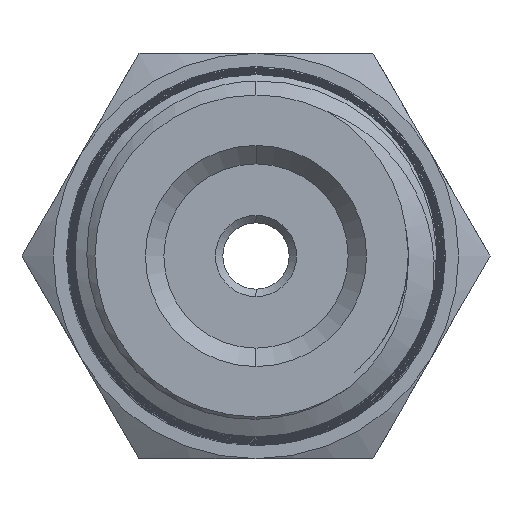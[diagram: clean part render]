
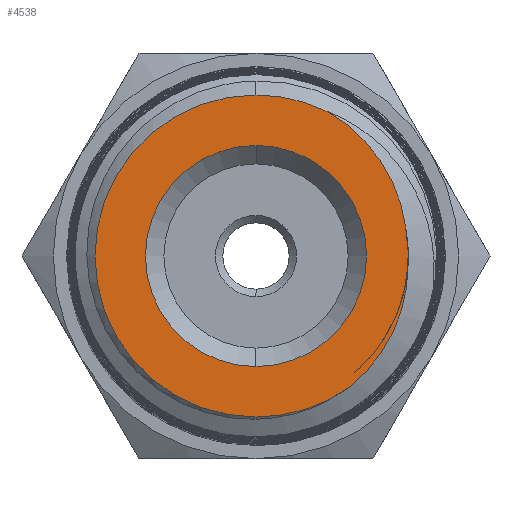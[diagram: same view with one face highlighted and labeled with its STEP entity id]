
A CAD part, front view. The second image highlights one B-rep face of the part: STEP entity #4538.
In plain terms, the highlighted planar face has unit normal (0, -1, 0).
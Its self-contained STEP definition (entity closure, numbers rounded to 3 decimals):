
#37 = VERTEX_POINT ( 'NONE', #6659 ) ;
#77 = CIRCLE ( 'NONE', #3556, 3. ) ;
#95 = CARTESIAN_POINT ( 'NONE',  ( 4.131, 0., -0.548 ) ) ;
#216 = VERTEX_POINT ( 'NONE', #6153 ) ;
#368 = DIRECTION ( 'NONE',  ( 0., 0., 1. ) ) ;
#526 = CARTESIAN_POINT ( 'NONE',  ( 0., 0., 0. ) ) ;
#656 = CARTESIAN_POINT ( 'NONE',  ( 4.124, 0., 0.435 ) ) ;
#712 = CARTESIAN_POINT ( 'NONE',  ( 2.481, 0., 3.567 ) ) ;
#813 = CARTESIAN_POINT ( 'NONE',  ( 3.178, 0., 2.862 ) ) ;
#865 = CARTESIAN_POINT ( 'NONE',  ( 2.963, 0., 3.111 ) ) ;
#903 = ORIENTED_EDGE ( 'NONE', *, *, #4240, .T. ) ;
#907 = ORIENTED_EDGE ( 'NONE', *, *, #6612, .T. ) ;
#940 = EDGE_CURVE ( 'NONE', #3225, #1518, #4659, .T. ) ;
#1059 = VERTEX_POINT ( 'NONE', #4820 ) ;
#1063 = CARTESIAN_POINT ( 'NONE',  ( 4.023, 0., 1.09 ) ) ;
#1070 = AXIS2_PLACEMENT_3D ( 'NONE', #6824, #3569, #368 ) ;
#1072 = DIRECTION ( 'NONE',  ( 0., 0., 1. ) ) ;
#1107 = CARTESIAN_POINT ( 'NONE',  ( 0., 0., 0. ) ) ;
#1109 = AXIS2_PLACEMENT_3D ( 'NONE', #4868, #6391, #6866 ) ;
#1124 = VERTEX_POINT ( 'NONE', #1556 ) ;
#1213 = CARTESIAN_POINT ( 'NONE',  ( 4.128, 0., -0.227 ) ) ;
#1513 = CARTESIAN_POINT ( 'NONE',  ( 3.279, 0., 2.731 ) ) ;
#1518 = VERTEX_POINT ( 'NONE', #3114 ) ;
#1556 = CARTESIAN_POINT ( 'NONE',  ( 2.537, 0., -3.559 ) ) ;
#1673 = DIRECTION ( 'NONE',  ( 0., 0., 1. ) ) ;
#1908 = CARTESIAN_POINT ( 'NONE',  ( 2.846, 0., 3.231 ) ) ;
#1947 = EDGE_CURVE ( 'NONE', #37, #2012, #2590, .T. ) ;
#2012 = VERTEX_POINT ( 'NONE', #2893 ) ;
#2127 = CARTESIAN_POINT ( 'NONE',  ( 0., 0., 4.371 ) ) ;
#2238 = CARTESIAN_POINT ( 'NONE',  ( 3.943, 0., 1.409 ) ) ;
#2358 = CARTESIAN_POINT ( 'NONE',  ( 0., 0., 0. ) ) ;
#2384 = CARTESIAN_POINT ( 'NONE',  ( 2.537, 0., -3.559 ) ) ;
#2590 = CIRCLE ( 'NONE', #1109, 3. ) ;
#2718 = FACE_OUTER_BOUND ( 'NONE', #6157, .T. ) ;
#2723 = CARTESIAN_POINT ( 'NONE',  ( 3.406, 0., -2.633 ) ) ;
#2746 = CARTESIAN_POINT ( 'NONE',  ( 0., 0., 0. ) ) ;
#2822 = CARTESIAN_POINT ( 'NONE',  ( 4.146, 0., 0.103 ) ) ;
#2889 = DIRECTION ( 'NONE',  ( 0., 0., 1. ) ) ;
#2893 = CARTESIAN_POINT ( 'NONE',  ( 0., 0., -3. ) ) ;
#2931 = EDGE_LOOP ( 'NONE', ( #3075, #3831 ) ) ;
#2939 = ORIENTED_EDGE ( 'NONE', *, *, #3492, .T. ) ;
#3031 = CIRCLE ( 'NONE', #4034, 4.371 ) ;
#3075 = ORIENTED_EDGE ( 'NONE', *, *, #5552, .T. ) ;
#3114 = CARTESIAN_POINT ( 'NONE',  ( 1.928, 0., 3.923 ) ) ;
#3207 = CARTESIAN_POINT ( 'NONE',  ( 3.71, 0., 2.025 ) ) ;
#3225 = VERTEX_POINT ( 'NONE', #3901 ) ;
#3237 = ORIENTED_EDGE ( 'NONE', *, *, #6468, .T. ) ;
#3262 = DIRECTION ( 'NONE',  ( 0., 0., 1. ) ) ;
#3327 = CARTESIAN_POINT ( 'NONE',  ( 4.128, 0., -0.227 ) ) ;
#3492 = EDGE_CURVE ( 'NONE', #1124, #1059, #3521, .T. ) ;
#3521 = B_SPLINE_CURVE_WITH_KNOTS ( 'NONE', 3,
 ( #2384, #4406, #6687, #2723, #6047, #5393, #4909, #4379, #95, #1213 ),
 .UNSPECIFIED., .F., .F.,
 ( 4, 2, 2, 2, 4 ),
 ( 0.002, 0.003, 0.004, 0.005, 0.006 ),
 .UNSPECIFIED. ) ;
#3556 = AXIS2_PLACEMENT_3D ( 'NONE', #1107, #4865, #1673 ) ;
#3569 = DIRECTION ( 'NONE',  ( 0., 1., 0. ) ) ;
#3806 = ORIENTED_EDGE ( 'NONE', *, *, #6208, .T. ) ;
#3831 = ORIENTED_EDGE ( 'NONE', *, *, #1947, .T. ) ;
#3893 = AXIS2_PLACEMENT_3D ( 'NONE', #2358, #6087, #2889 ) ;
#3901 = CARTESIAN_POINT ( 'NONE',  ( 4.064, 0., 0.759 ) ) ;
#4034 = AXIS2_PLACEMENT_3D ( 'NONE', #2746, #6496, #3262 ) ;
#4143 = FACE_BOUND ( 'NONE', #2931, .T. ) ;
#4173 = VERTEX_POINT ( 'NONE', #2127 ) ;
#4221 = CIRCLE ( 'NONE', #6762, 4.371 ) ;
#4240 = EDGE_CURVE ( 'NONE', #1518, #4173, #4221, .T. ) ;
#4293 = DIRECTION ( 'NONE',  ( 0., -1., 0. ) ) ;
#4302 = B_SPLINE_CURVE_WITH_KNOTS ( 'NONE', 3,
 ( #3327, #2822, #656, #4423 ),
 .UNSPECIFIED., .F., .F.,
 ( 4, 4 ),
 ( 0., 0.001 ),
 .UNSPECIFIED. ) ;
#4379 = CARTESIAN_POINT ( 'NONE',  ( 4.097, 0., -0.864 ) ) ;
#4406 = CARTESIAN_POINT ( 'NONE',  ( 2.784, 0., -3.36 ) ) ;
#4423 = CARTESIAN_POINT ( 'NONE',  ( 4.064, 0., 0.759 ) ) ;
#4538 = ADVANCED_FACE ( 'NONE', ( #4143, #2718 ), #4643, .F. ) ;
#4643 = PLANE ( 'NONE',  #1070 ) ;
#4659 = B_SPLINE_CURVE_WITH_KNOTS ( 'NONE', 3,
 ( #4941, #1063, #2238, #3207, #6097, #1513, #813, #865, #1908, #712, #6795, #6621 ),
 .UNSPECIFIED., .F., .F.,
 ( 4, 2, 2, 2, 2, 4 ),
 ( 0., 0.001, 0.002, 0.002, 0.003, 0.004 ),
 .UNSPECIFIED. ) ;
#4820 = CARTESIAN_POINT ( 'NONE',  ( 4.128, 0., -0.227 ) ) ;
#4865 = DIRECTION ( 'NONE',  ( 0., 1., 0. ) ) ;
#4868 = CARTESIAN_POINT ( 'NONE',  ( 0., 0., 0. ) ) ;
#4909 = CARTESIAN_POINT ( 'NONE',  ( 3.957, 0., -1.485 ) ) ;
#4941 = CARTESIAN_POINT ( 'NONE',  ( 4.064, 0., 0.759 ) ) ;
#5393 = CARTESIAN_POINT ( 'NONE',  ( 3.85, 0., -1.791 ) ) ;
#5552 = EDGE_CURVE ( 'NONE', #2012, #37, #77, .T. ) ;
#6047 = CARTESIAN_POINT ( 'NONE',  ( 3.576, 0., -2.362 ) ) ;
#6087 = DIRECTION ( 'NONE',  ( 0., -1., 0. ) ) ;
#6097 = CARTESIAN_POINT ( 'NONE',  ( 3.555, 0., 2.324 ) ) ;
#6153 = CARTESIAN_POINT ( 'NONE',  ( 0., 0., -4.371 ) ) ;
#6157 = EDGE_LOOP ( 'NONE', ( #903, #907, #3806, #2939, #3237, #6954 ) ) ;
#6208 = EDGE_CURVE ( 'NONE', #216, #1124, #3031, .T. ) ;
#6391 = DIRECTION ( 'NONE',  ( 0., 1., 0. ) ) ;
#6468 = EDGE_CURVE ( 'NONE', #1059, #3225, #4302, .T. ) ;
#6496 = DIRECTION ( 'NONE',  ( 0., -1., 0. ) ) ;
#6612 = EDGE_CURVE ( 'NONE', #4173, #216, #6830, .T. ) ;
#6621 = CARTESIAN_POINT ( 'NONE',  ( 1.928, 0., 3.923 ) ) ;
#6659 = CARTESIAN_POINT ( 'NONE',  ( 0., 0., 3. ) ) ;
#6687 = CARTESIAN_POINT ( 'NONE',  ( 3.007, 0., -3.135 ) ) ;
#6762 = AXIS2_PLACEMENT_3D ( 'NONE', #526, #4293, #1072 ) ;
#6795 = CARTESIAN_POINT ( 'NONE',  ( 2.215, 0., 3.76 ) ) ;
#6824 = CARTESIAN_POINT ( 'NONE',  ( 0., 0., 0. ) ) ;
#6830 = CIRCLE ( 'NONE', #3893, 4.371 ) ;
#6866 = DIRECTION ( 'NONE',  ( 0., 0., 1. ) ) ;
#6954 = ORIENTED_EDGE ( 'NONE', *, *, #940, .T. ) ;
